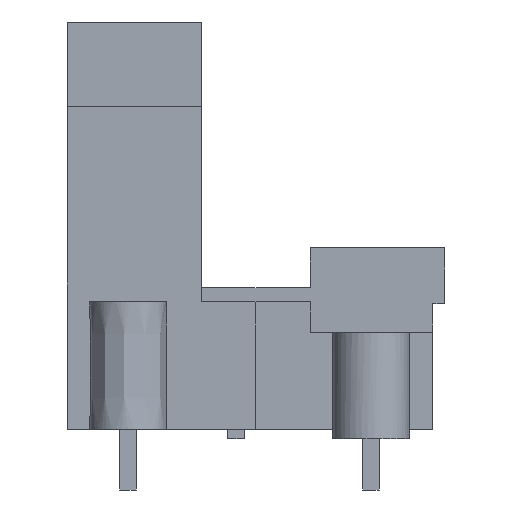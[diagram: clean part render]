
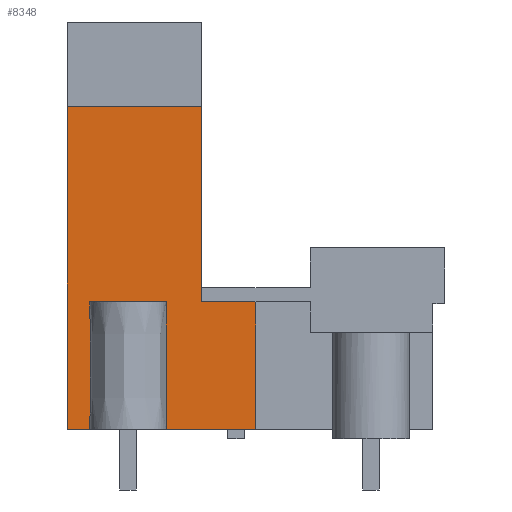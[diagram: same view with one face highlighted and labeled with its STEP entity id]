
A CAD part, left-side view. The second image highlights one B-rep face of the part: STEP entity #8348.
In plain terms, the highlighted planar face has unit normal (-1, 0, 0).
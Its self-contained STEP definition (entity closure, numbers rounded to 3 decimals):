
#8297=AXIS2_PLACEMENT_3D('Plane Axis2P3D',#8294,#8295,#8296) ;
#2967=CARTESIAN_POINT('Line Origine',(3.84,22.779,3.8)) ;
#2971=CARTESIAN_POINT('Vertex',(3.84,23.67,3.8)) ;
#2973=CARTESIAN_POINT('Vertex',(3.84,21.887,3.8)) ;
#3169=CARTESIAN_POINT('Vertex',(3.84,11.84,3.8)) ;
#3172=CARTESIAN_POINT('Line Origine',(3.84,14.846,3.8)) ;
#3176=CARTESIAN_POINT('Vertex',(3.84,17.853,3.8)) ;
#7809=CARTESIAN_POINT('Vertex',(3.84,15.24,12.7)) ;
#7839=CARTESIAN_POINT('Line Origine',(3.84,15.24,12.25)) ;
#7843=CARTESIAN_POINT('Vertex',(3.84,15.24,11.8)) ;
#7867=CARTESIAN_POINT('Vertex',(3.84,11.84,11.8)) ;
#7884=CARTESIAN_POINT('Line Origine',(3.84,13.54,11.8)) ;
#8132=CARTESIAN_POINT('Line Origine',(3.84,23.67,13.93)) ;
#8136=CARTESIAN_POINT('Vertex',(3.84,23.67,24.06)) ;
#8294=CARTESIAN_POINT('Axis2P3D Location',(3.84,23.67,3.2)) ;
#8299=CARTESIAN_POINT('Line Origine',(3.84,15.24,18.38)) ;
#8303=CARTESIAN_POINT('Vertex',(3.84,15.24,24.06)) ;
#8306=CARTESIAN_POINT('Line Origine',(3.84,19.455,24.06)) ;
#8311=CARTESIAN_POINT('Line Origine',(3.84,21.887,7.8)) ;
#8315=CARTESIAN_POINT('Vertex',(3.84,21.887,11.8)) ;
#8318=CARTESIAN_POINT('Line Origine',(3.84,19.87,11.8)) ;
#8322=CARTESIAN_POINT('Vertex',(3.84,17.853,11.8)) ;
#8325=CARTESIAN_POINT('Line Origine',(3.84,17.853,7.8)) ;
#8330=CARTESIAN_POINT('Line Origine',(3.84,11.84,7.8)) ;
#2968=DIRECTION('Vector Direction',(0.,-1.,0.)) ;
#3173=DIRECTION('Vector Direction',(0.,-1.,0.)) ;
#7840=DIRECTION('Vector Direction',(0.,0.,-1.)) ;
#7885=DIRECTION('Vector Direction',(0.,1.,0.)) ;
#8133=DIRECTION('Vector Direction',(0.,0.,1.)) ;
#8295=DIRECTION('Axis2P3D Direction',(-1.,0.,0.)) ;
#8296=DIRECTION('Axis2P3D XDirection',(0.,-1.,0.)) ;
#8300=DIRECTION('Vector Direction',(0.,0.,-1.)) ;
#8307=DIRECTION('Vector Direction',(0.,-1.,0.)) ;
#8312=DIRECTION('Vector Direction',(0.,0.,1.)) ;
#8319=DIRECTION('Vector Direction',(0.,1.,0.)) ;
#8326=DIRECTION('Vector Direction',(0.,0.,1.)) ;
#8331=DIRECTION('Vector Direction',(0.,0.,1.)) ;
#2969=VECTOR('Line Direction',#2968,1.) ;
#3174=VECTOR('Line Direction',#3173,1.) ;
#7841=VECTOR('Line Direction',#7840,1.) ;
#7886=VECTOR('Line Direction',#7885,1.) ;
#8134=VECTOR('Line Direction',#8133,1.) ;
#8301=VECTOR('Line Direction',#8300,1.) ;
#8308=VECTOR('Line Direction',#8307,1.) ;
#8313=VECTOR('Line Direction',#8312,1.) ;
#8320=VECTOR('Line Direction',#8319,1.) ;
#8327=VECTOR('Line Direction',#8326,1.) ;
#8332=VECTOR('Line Direction',#8331,1.) ;
#8336=ORIENTED_EDGE('',*,*,#8305,.F.) ;
#8337=ORIENTED_EDGE('',*,*,#8310,.T.) ;
#8338=ORIENTED_EDGE('',*,*,#8138,.T.) ;
#8339=ORIENTED_EDGE('',*,*,#2975,.T.) ;
#8340=ORIENTED_EDGE('',*,*,#8317,.T.) ;
#8341=ORIENTED_EDGE('',*,*,#8324,.F.) ;
#8342=ORIENTED_EDGE('',*,*,#8329,.F.) ;
#8343=ORIENTED_EDGE('',*,*,#3178,.T.) ;
#8344=ORIENTED_EDGE('',*,*,#8334,.T.) ;
#8345=ORIENTED_EDGE('',*,*,#7888,.T.) ;
#8346=ORIENTED_EDGE('',*,*,#7845,.F.) ;
#8348=ADVANCED_FACE('HOUSING',(#8347),#8298,.T.) ;
#2975=EDGE_CURVE('',#2972,#2974,#2970,.T.) ;
#3178=EDGE_CURVE('',#3177,#3170,#3175,.T.) ;
#7845=EDGE_CURVE('',#7810,#7844,#7842,.T.) ;
#7888=EDGE_CURVE('',#7868,#7844,#7887,.T.) ;
#8138=EDGE_CURVE('',#8137,#2972,#8135,.F.) ;
#8305=EDGE_CURVE('',#8304,#7810,#8302,.T.) ;
#8310=EDGE_CURVE('',#8304,#8137,#8309,.F.) ;
#8317=EDGE_CURVE('',#2974,#8316,#8314,.T.) ;
#8324=EDGE_CURVE('',#8323,#8316,#8321,.T.) ;
#8329=EDGE_CURVE('',#3177,#8323,#8328,.T.) ;
#8334=EDGE_CURVE('',#3170,#7868,#8333,.T.) ;
#8335=EDGE_LOOP('',(#8336,#8337,#8338,#8339,#8340,#8341,#8342,#8343,#8344,#8345,#8346)) ;
#8347=FACE_OUTER_BOUND('',#8335,.T.) ;
#2970=LINE('Line',#2967,#2969) ;
#3175=LINE('Line',#3172,#3174) ;
#7842=LINE('Line',#7839,#7841) ;
#7887=LINE('Line',#7884,#7886) ;
#8135=LINE('Line',#8132,#8134) ;
#8302=LINE('Line',#8299,#8301) ;
#8309=LINE('Line',#8306,#8308) ;
#8314=LINE('Line',#8311,#8313) ;
#8321=LINE('Line',#8318,#8320) ;
#8328=LINE('Line',#8325,#8327) ;
#8333=LINE('Line',#8330,#8332) ;
#8298=PLANE('',#8297) ;
#2972=VERTEX_POINT('',#2971) ;
#2974=VERTEX_POINT('',#2973) ;
#3170=VERTEX_POINT('',#3169) ;
#3177=VERTEX_POINT('',#3176) ;
#7810=VERTEX_POINT('',#7809) ;
#7844=VERTEX_POINT('',#7843) ;
#7868=VERTEX_POINT('',#7867) ;
#8137=VERTEX_POINT('',#8136) ;
#8304=VERTEX_POINT('',#8303) ;
#8316=VERTEX_POINT('',#8315) ;
#8323=VERTEX_POINT('',#8322) ;
